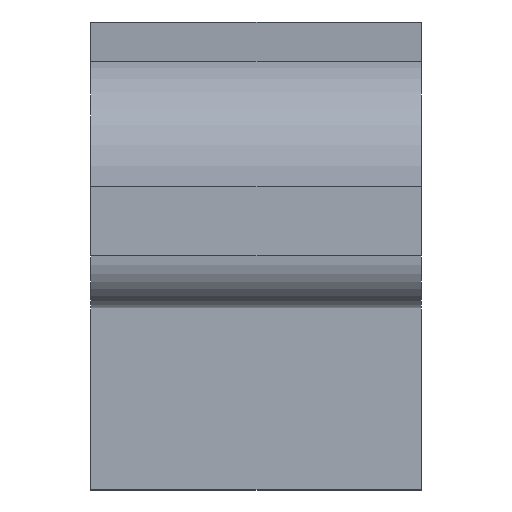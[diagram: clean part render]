
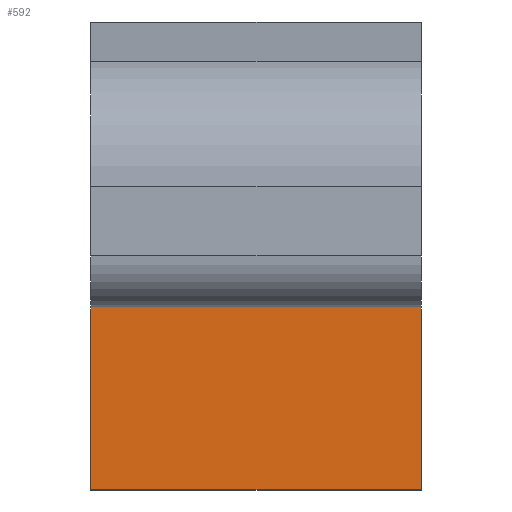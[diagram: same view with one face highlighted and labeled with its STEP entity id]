
A CAD part, left-side view. The second image highlights one B-rep face of the part: STEP entity #592.
In plain terms, the highlighted planar face has unit normal (-1, 0, 0).
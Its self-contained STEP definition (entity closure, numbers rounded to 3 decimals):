
#540=CARTESIAN_POINT('Vertex',(-12.,12.7,0.)) ;
#547=CARTESIAN_POINT('Vertex',(-12.,0.,0.)) ;
#550=CARTESIAN_POINT('Line Origine',(-12.,6.35,0.)) ;
#562=CARTESIAN_POINT('Axis2P3D Location',(-12.,12.7,0.)) ;
#567=CARTESIAN_POINT('Line Origine',(-12.,0.,3.5)) ;
#571=CARTESIAN_POINT('Vertex',(-12.,0.,7.)) ;
#574=CARTESIAN_POINT('Line Origine',(-12.,6.35,7.)) ;
#578=CARTESIAN_POINT('Vertex',(-12.,12.7,7.)) ;
#581=CARTESIAN_POINT('Line Origine',(-12.,12.7,3.5)) ;
#551=DIRECTION('Vector Direction',(0.,-1.,0.)) ;
#563=DIRECTION('Axis2P3D Direction',(1.,0.,-0.)) ;
#564=DIRECTION('Axis2P3D XDirection',(0.,0.,1.)) ;
#568=DIRECTION('Vector Direction',(0.,0.,1.)) ;
#575=DIRECTION('Vector Direction',(0.,-1.,0.)) ;
#582=DIRECTION('Vector Direction',(0.,0.,1.)) ;
#565=AXIS2_PLACEMENT_3D('Plane Axis2P3D',#562,#563,#564) ;
#587=ORIENTED_EDGE('',*,*,#573,.T.) ;
#588=ORIENTED_EDGE('',*,*,#580,.F.) ;
#589=ORIENTED_EDGE('',*,*,#585,.F.) ;
#590=ORIENTED_EDGE('',*,*,#554,.T.) ;
#552=VECTOR('Line Direction',#551,1.) ;
#569=VECTOR('Line Direction',#568,1.) ;
#576=VECTOR('Line Direction',#575,1.) ;
#583=VECTOR('Line Direction',#582,1.) ;
#592=ADVANCED_FACE('Corps principal',(#591),#566,.F.) ;
#554=EDGE_CURVE('',#541,#548,#553,.T.) ;
#573=EDGE_CURVE('',#548,#572,#570,.T.) ;
#580=EDGE_CURVE('',#579,#572,#577,.T.) ;
#585=EDGE_CURVE('',#541,#579,#584,.T.) ;
#586=EDGE_LOOP('',(#587,#588,#589,#590)) ;
#591=FACE_OUTER_BOUND('',#586,.T.) ;
#553=LINE('Line',#550,#552) ;
#570=LINE('Line',#567,#569) ;
#577=LINE('Line',#574,#576) ;
#584=LINE('Line',#581,#583) ;
#566=PLANE('',#565) ;
#541=VERTEX_POINT('',#540) ;
#548=VERTEX_POINT('',#547) ;
#572=VERTEX_POINT('',#571) ;
#579=VERTEX_POINT('',#578) ;
